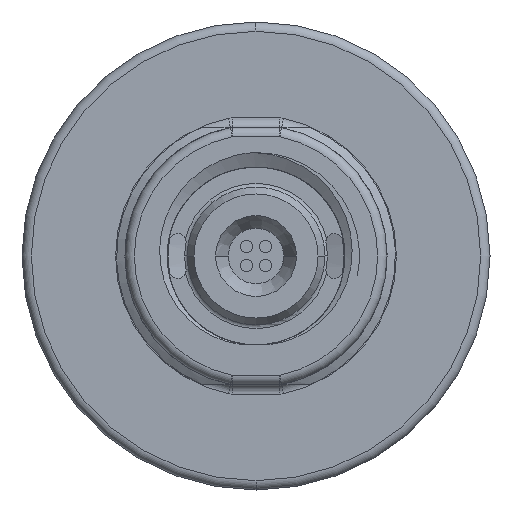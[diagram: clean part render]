
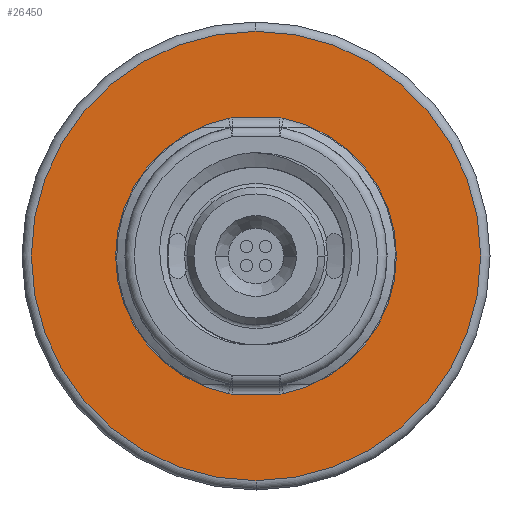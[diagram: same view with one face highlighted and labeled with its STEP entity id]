
A CAD part, front view. The second image highlights one B-rep face of the part: STEP entity #26450.
In plain terms, the highlighted planar face has unit normal (0, -1, 0).
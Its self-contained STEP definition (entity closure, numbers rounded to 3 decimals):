
#4318=CARTESIAN_POINT('',(0.,-3.,0.));
#4319=DIRECTION('',(0.,-1.,0.));
#4320=DIRECTION('',(-0.195,0.,0.981));
#4321=AXIS2_PLACEMENT_3D('',#4318,#4319,#4320);
#4323=CARTESIAN_POINT('',(-2.537,-3.,-12.75));
#4324=DIRECTION('',(0.,-1.,0.));
#4325=DIRECTION('',(-0.195,0.,-0.981));
#4326=AXIS2_PLACEMENT_3D('',#4323,#4324,#4325);
#4328=DIRECTION('',(1.,0.,0.));
#4329=VECTOR('',#4328,5.074);
#4330=CARTESIAN_POINT('',(-2.537,-3.,-14.75));
#4331=LINE('',#4330,#4329);
#4332=CARTESIAN_POINT('',(2.537,-3.,-12.75));
#4333=DIRECTION('',(0.,-1.,0.));
#4334=DIRECTION('',(0.,0.,-1.));
#4335=AXIS2_PLACEMENT_3D('',#4332,#4333,#4334);
#4337=CARTESIAN_POINT('',(0.,-3.,0.));
#4338=DIRECTION('',(0.,-1.,0.));
#4339=DIRECTION('',(0.195,0.,-0.981));
#4340=AXIS2_PLACEMENT_3D('',#4337,#4338,#4339);
#4342=CARTESIAN_POINT('',(2.537,-3.,12.75));
#4343=DIRECTION('',(0.,-1.,0.));
#4344=DIRECTION('',(0.195,0.,0.981));
#4345=AXIS2_PLACEMENT_3D('',#4342,#4343,#4344);
#4347=DIRECTION('',(-1.,0.,0.));
#4348=VECTOR('',#4347,5.074);
#4349=CARTESIAN_POINT('',(2.537,-3.,14.75));
#4350=LINE('',#4349,#4348);
#4351=CARTESIAN_POINT('',(-2.537,-3.,12.75));
#4352=DIRECTION('',(0.,-1.,0.));
#4353=DIRECTION('',(0.,0.,1.));
#4354=AXIS2_PLACEMENT_3D('',#4351,#4352,#4353);
#4356=CARTESIAN_POINT('',(0.,-3.,0.));
#4357=DIRECTION('',(0.,1.,0.));
#4358=DIRECTION('',(0.,0.,-1.));
#4359=AXIS2_PLACEMENT_3D('',#4356,#4357,#4358);
#4361=CARTESIAN_POINT('',(0.,-3.,0.));
#4362=DIRECTION('',(0.,1.,0.));
#4363=DIRECTION('',(0.,0.,1.));
#4364=AXIS2_PLACEMENT_3D('',#4361,#4362,#4363);
#5733=CARTESIAN_POINT('',(-2.928,-3.,
14.712));
#5734=CARTESIAN_POINT('',(-2.928,-3.,
-14.712));
#5735=VERTEX_POINT('',#5733);
#5736=VERTEX_POINT('',#5734);
#5741=CARTESIAN_POINT('',(2.928,-3.,
-14.712));
#5742=CARTESIAN_POINT('',(2.928,-3.,14.712));
#5743=VERTEX_POINT('',#5741);
#5744=VERTEX_POINT('',#5742);
#5777=CARTESIAN_POINT('',(0.,-3.,-24.));
#5778=CARTESIAN_POINT('',(0.,-3.,24.));
#5779=VERTEX_POINT('',#5777);
#5780=VERTEX_POINT('',#5778);
#6133=CARTESIAN_POINT('',(-2.537,-3.,-14.75));
#6134=CARTESIAN_POINT('',(2.537,-3.,-14.75));
#6135=VERTEX_POINT('',#6133);
#6136=VERTEX_POINT('',#6134);
#6137=CARTESIAN_POINT('',(2.537,-3.,14.75));
#6138=CARTESIAN_POINT('',(-2.537,-3.,14.75));
#6139=VERTEX_POINT('',#6137);
#6140=VERTEX_POINT('',#6138);
#26423=CARTESIAN_POINT('',(0.,-3.,0.));
#26424=DIRECTION('',(0.,-1.,0.));
#26425=DIRECTION('',(0.,0.,1.));
#26426=AXIS2_PLACEMENT_3D('',#26423,#26424,#26425);
#26427=PLANE('',#26426);
#26429=ORIENTED_EDGE('',*,*,#26428,.T.);
#26431=ORIENTED_EDGE('',*,*,#26430,.T.);
#26432=EDGE_LOOP('',(#26429,#26431));
#26433=FACE_OUTER_BOUND('',#26432,.F.);
#26435=ORIENTED_EDGE('',*,*,#26434,.T.);
#26437=ORIENTED_EDGE('',*,*,#26436,.T.);
#26439=ORIENTED_EDGE('',*,*,#26438,.T.);
#26440=ORIENTED_EDGE('',*,*,#26401,.T.);
#26441=ORIENTED_EDGE('',*,*,#26414,.T.);
#26443=ORIENTED_EDGE('',*,*,#26442,.T.);
#26445=ORIENTED_EDGE('',*,*,#26444,.T.);
#26447=ORIENTED_EDGE('',*,*,#26446,.T.);
#26448=EDGE_LOOP('',(#26435,#26437,#26439,#26440,#26441,#26443,#26445,#26447));
#26449=FACE_BOUND('',#26448,.F.);
#26450=ADVANCED_FACE('',(#26433,#26449),#26427,.T.);
#4322=CIRCLE('',#4321,15.);
#4327=CIRCLE('',#4326,2.);
#4336=CIRCLE('',#4335,2.);
#4341=CIRCLE('',#4340,15.);
#4346=CIRCLE('',#4345,2.);
#4355=CIRCLE('',#4354,2.);
#4360=CIRCLE('',#4359,24.);
#4365=CIRCLE('',#4364,24.);
#26401=EDGE_CURVE('',#6136,#5743,#4336,.T.);
#26414=EDGE_CURVE('',#5743,#5744,#4341,.T.);
#26428=EDGE_CURVE('',#5779,#5780,#4360,.T.);
#26430=EDGE_CURVE('',#5780,#5779,#4365,.T.);
#26434=EDGE_CURVE('',#5735,#5736,#4322,.T.);
#26436=EDGE_CURVE('',#5736,#6135,#4327,.T.);
#26438=EDGE_CURVE('',#6135,#6136,#4331,.T.);
#26442=EDGE_CURVE('',#5744,#6139,#4346,.T.);
#26444=EDGE_CURVE('',#6139,#6140,#4350,.T.);
#26446=EDGE_CURVE('',#6140,#5735,#4355,.T.);
